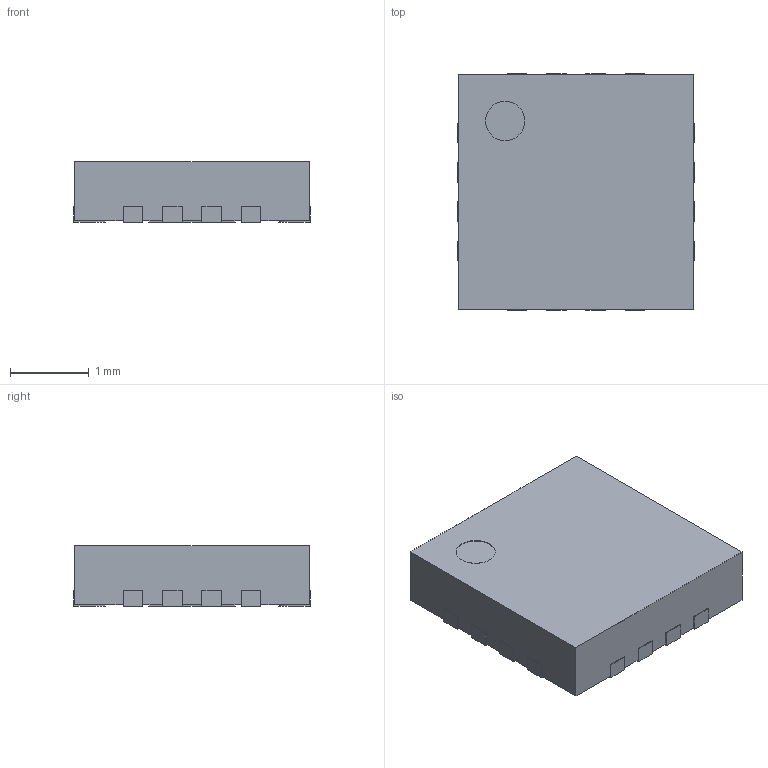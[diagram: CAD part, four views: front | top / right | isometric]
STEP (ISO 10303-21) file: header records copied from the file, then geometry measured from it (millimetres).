
FILE_DESCRIPTION(('FreeCAD Model'),'2;1');
FILE_NAME('QFN-16-1EP_3x3x0.5P_EP1.1.step','2021-05-04T12:11:12',('kicad StepUp'),( 'ksu MCAD'),'Open CASCADE STEP processor 7.3','FreeCAD','Unknown');
FILE_SCHEMA(('AUTOMOTIVE_DESIGN { 1 0 10303 214 1 1 1 1 }'));
Length unit declared in the file: millimetre
Products named in the file (1): QFN-16-1EP_3x3x0.5P_EP1.1
Bounding box: 3 x 3 x 0.77 mm (x, y, z)
Volume: 6.7 mm3; surface area: 27.3 mm2
Topology: 1 solids, 1 shells, 109 faces, 315 edges, 210 vertices
Faces by surface type: plane 92, cylinder 17
Full cylindrical faces by diameter (mm): 0.5 x1
Entity records: 4320 total; most frequent: CARTESIAN_POINT 635, ORIENTED_EDGE 630, DIRECTION 569, EDGE_CURVE 315, LINE 281, VECTOR 281, VERTEX_POINT 210, AXIS2_PLACEMENT_3D 144
